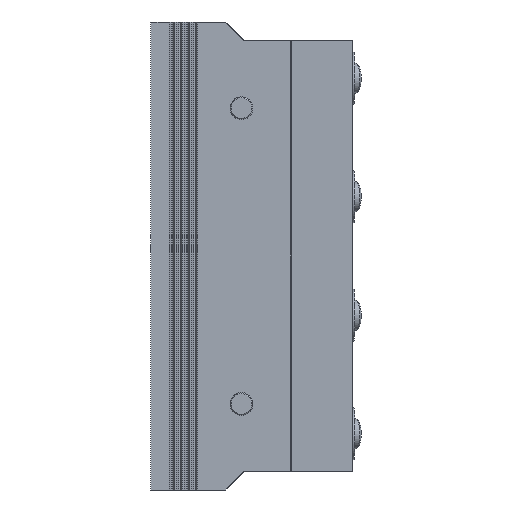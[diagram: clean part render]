
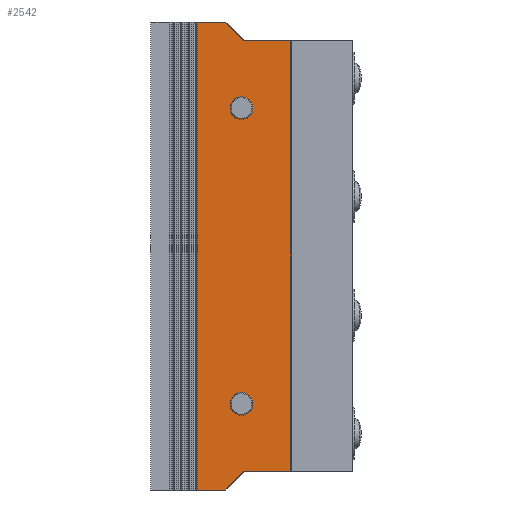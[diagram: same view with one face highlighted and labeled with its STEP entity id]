
A CAD part, left-side view. The second image highlights one B-rep face of the part: STEP entity #2542.
In plain terms, the highlighted planar face has unit normal (-1, 0, 0).
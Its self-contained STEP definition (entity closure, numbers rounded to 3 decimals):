
#685=PLANE('',#7721);
#1004=LINE('',#10595,#1780);
#1005=LINE('',#10598,#1781);
#1006=LINE('',#10600,#1782);
#1007=LINE('',#10602,#1783);
#1008=LINE('',#10604,#1784);
#1009=LINE('',#10606,#1785);
#1010=LINE('',#10608,#1786);
#1011=LINE('',#10610,#1787);
#1780=VECTOR('',#8494,1.);
#1781=VECTOR('',#8495,1.);
#1782=VECTOR('',#8496,1.);
#1783=VECTOR('',#8497,1.);
#1784=VECTOR('',#8498,1.);
#1785=VECTOR('',#8499,1.);
#1786=VECTOR('',#8500,1.);
#1787=VECTOR('',#8501,1.);
#2542=ADVANCED_FACE('',(#2976,#2977,#2978),#685,.T.);
#2976=FACE_BOUND('',#3165,.T.);
#2977=FACE_BOUND('',#3166,.T.);
#2978=FACE_BOUND('',#3167,.T.);
#3165=EDGE_LOOP('',(#3743));
#3166=EDGE_LOOP('',(#3744,#3745,#3746,#3747,#3748,#3749,#3750,#3751));
#3167=EDGE_LOOP('',(#3752));
#3743=ORIENTED_EDGE('',*,*,#6502,.T.);
#3744=ORIENTED_EDGE('',*,*,#6503,.F.);
#3745=ORIENTED_EDGE('',*,*,#6504,.F.);
#3746=ORIENTED_EDGE('',*,*,#6505,.T.);
#3747=ORIENTED_EDGE('',*,*,#6506,.F.);
#3748=ORIENTED_EDGE('',*,*,#6507,.F.);
#3749=ORIENTED_EDGE('',*,*,#6508,.T.);
#3750=ORIENTED_EDGE('',*,*,#6509,.F.);
#3751=ORIENTED_EDGE('',*,*,#6510,.F.);
#3752=ORIENTED_EDGE('',*,*,#6511,.T.);
#5756=VERTEX_POINT('',#10594);
#5757=VERTEX_POINT('',#10596);
#5758=VERTEX_POINT('',#10597);
#5759=VERTEX_POINT('',#10599);
#5760=VERTEX_POINT('',#10601);
#5761=VERTEX_POINT('',#10603);
#5762=VERTEX_POINT('',#10605);
#5763=VERTEX_POINT('',#10607);
#5764=VERTEX_POINT('',#10609);
#5765=VERTEX_POINT('',#10612);
#6502=EDGE_CURVE('',#5756,#5756,#7498,.T.);
#6503=EDGE_CURVE('',#5757,#5758,#1004,.T.);
#6504=EDGE_CURVE('',#5759,#5757,#1005,.T.);
#6505=EDGE_CURVE('',#5759,#5760,#1006,.T.);
#6506=EDGE_CURVE('',#5761,#5760,#1007,.T.);
#6507=EDGE_CURVE('',#5762,#5761,#1008,.T.);
#6508=EDGE_CURVE('',#5762,#5763,#1009,.T.);
#6509=EDGE_CURVE('',#5764,#5763,#1010,.T.);
#6510=EDGE_CURVE('',#5758,#5764,#1011,.T.);
#6511=EDGE_CURVE('',#5765,#5765,#7499,.T.);
#7498=CIRCLE('',#7719,3.05);
#7499=CIRCLE('',#7720,3.05);
#7719=AXIS2_PLACEMENT_3D('',#10593,#8492,#8493);
#7720=AXIS2_PLACEMENT_3D('',#10611,#8502,#8503);
#7721=AXIS2_PLACEMENT_3D('',#10613,#8504,#8505);
#8492=DIRECTION('',(1.,0.,0.));
#8493=DIRECTION('',(0.,0.,-1.));
#8494=DIRECTION('',(0.,0.707,-0.707));
#8495=DIRECTION('',(0.,1.,0.));
#8496=DIRECTION('',(0.,0.,1.));
#8497=DIRECTION('',(0.,-1.,0.));
#8498=DIRECTION('',(0.,-0.707,-0.707));
#8499=DIRECTION('',(0.,1.,0.));
#8500=DIRECTION('',(0.,0.,1.));
#8501=DIRECTION('',(0.,1.,0.));
#8502=DIRECTION('',(1.,0.,0.));
#8503=DIRECTION('',(0.,0.,-1.));
#8504=DIRECTION('',(-1.,0.,0.));
#8505=DIRECTION('',(0.,-1.,0.));
#10593=CARTESIAN_POINT('',(-20.003,-24.21,23.));
#10594=CARTESIAN_POINT('',(-20.003,-24.21,19.95));
#10595=CARTESIAN_POINT('',(-20.003,-28.63,8.75));
#10596=CARTESIAN_POINT('',(-20.003,-24.88,5.));
#10597=CARTESIAN_POINT('',(-20.003,-19.88,0.));
#10598=CARTESIAN_POINT('',(-20.003,-37.38,5.));
#10599=CARTESIAN_POINT('',(-20.003,-37.38,5.));
#10600=CARTESIAN_POINT('',(-20.003,-37.38,0.));
#10601=CARTESIAN_POINT('',(-20.003,-37.38,120.));
#10602=CARTESIAN_POINT('',(-20.003,-37.38,120.));
#10603=CARTESIAN_POINT('',(-20.003,-24.88,120.));
#10604=CARTESIAN_POINT('',(-20.003,-91.13,53.75));
#10605=CARTESIAN_POINT('',(-20.003,-19.88,125.));
#10606=CARTESIAN_POINT('',(-20.003,-37.38,125.));
#10607=CARTESIAN_POINT('',(-20.003,-12.38,125.));
#10608=CARTESIAN_POINT('',(-20.003,-12.38,0.));
#10609=CARTESIAN_POINT('',(-20.003,-12.38,0.));
#10610=CARTESIAN_POINT('',(-20.003,-37.38,0.));
#10611=CARTESIAN_POINT('',(-20.003,-24.21,102.));
#10612=CARTESIAN_POINT('',(-20.003,-24.21,98.95));
#10613=CARTESIAN_POINT('',(-20.003,-37.38,0.));
